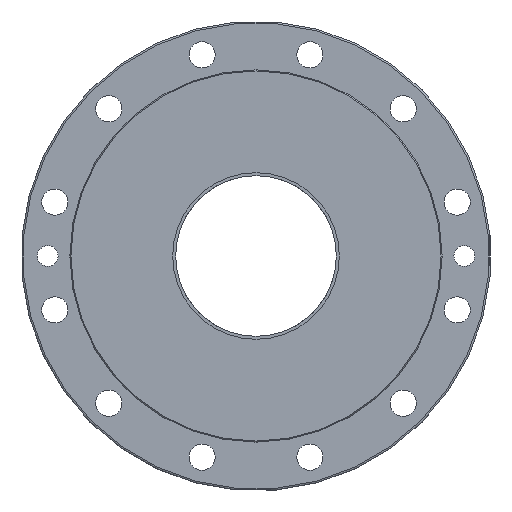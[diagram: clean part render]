
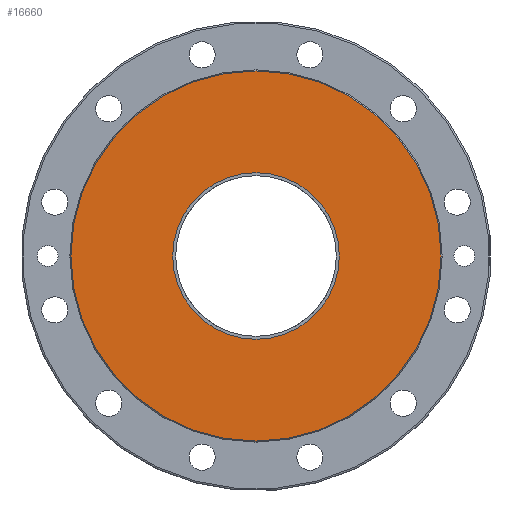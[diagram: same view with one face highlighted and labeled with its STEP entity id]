
A CAD part, left-side view. The second image highlights one B-rep face of the part: STEP entity #16660.
In plain terms, the highlighted planar face has unit normal (-1, 0, 0).
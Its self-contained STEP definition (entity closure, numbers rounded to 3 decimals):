
#548=PLANE('',#18116);
#2803=CIRCLE('',#18115,155.495);
#2804=CIRCLE('',#18117,70.);
#4336=ORIENTED_EDGE('',*,*,#8830,.T.);
#4337=ORIENTED_EDGE('',*,*,#8829,.T.);
#8829=EDGE_CURVE('',#11170,#11170,#2803,.T.);
#8830=EDGE_CURVE('',#11171,#11171,#2804,.F.);
#11170=VERTEX_POINT('',#26098);
#11171=VERTEX_POINT('',#26101);
#13519=EDGE_LOOP('',(#4336));
#13520=EDGE_LOOP('',(#4337));
#15069=FACE_BOUND('',#13519,.T.);
#15070=FACE_BOUND('',#13520,.T.);
#16660=ADVANCED_FACE('',(#15069,#15070),#548,.T.);
#18115=AXIS2_PLACEMENT_3D('',#26097,#20911,#20912);
#18116=AXIS2_PLACEMENT_3D('',#26099,#20913,#20914);
#18117=AXIS2_PLACEMENT_3D('',#26100,#20915,#20916);
#20911=DIRECTION('',(-1.,0.,0.));
#20912=DIRECTION('',(0.,0.5,-0.866));
#20913=DIRECTION('',(-1.,0.,0.));
#20914=DIRECTION('',(0.,0.5,-0.866));
#20915=DIRECTION('',(-1.,0.,0.));
#20916=DIRECTION('',(0.,0.,1.));
#26097=CARTESIAN_POINT('',(-166.524,0.,0.));
#26098=CARTESIAN_POINT('',(-166.524,77.748,-134.663));
#26099=CARTESIAN_POINT('',(-166.524,-39.243,67.971));
#26100=CARTESIAN_POINT('',(-166.524,0.,0.));
#26101=CARTESIAN_POINT('',(-166.524,0.,70.));
